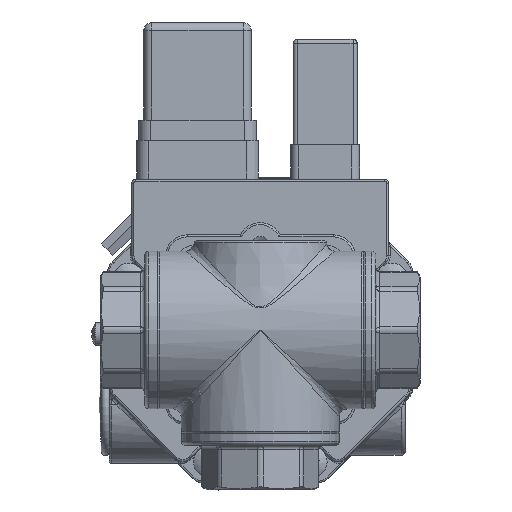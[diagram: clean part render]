
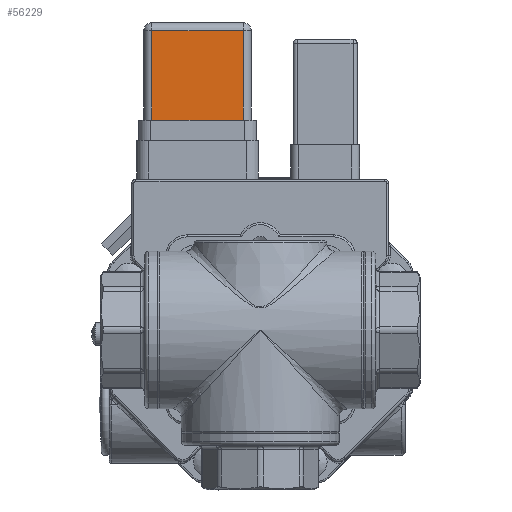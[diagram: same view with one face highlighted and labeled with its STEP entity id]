
A CAD part, front view. The second image highlights one B-rep face of the part: STEP entity #56229.
In plain terms, the highlighted face is planar.
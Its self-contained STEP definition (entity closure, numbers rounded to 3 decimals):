
#19118=ORIENTED_EDGE('',*,*,#26712,.T.);
#19119=ORIENTED_EDGE('',*,*,#26708,.T.);
#19120=ORIENTED_EDGE('',*,*,#26728,.T.);
#19121=ORIENTED_EDGE('',*,*,#26721,.T.);
#26708=EDGE_CURVE('',#31388,#31392,#34732,.T.);
#26712=EDGE_CURVE('',#31394,#31388,#34735,.T.);
#26721=EDGE_CURVE('',#31399,#31394,#34741,.T.);
#26728=EDGE_CURVE('',#31392,#31399,#34746,.T.);
#31388=VERTEX_POINT('',#126726);
#31392=VERTEX_POINT('',#126737);
#31394=VERTEX_POINT('',#126743);
#31399=VERTEX_POINT('',#126763);
#34732=LINE('',#126739,#37962);
#34735=LINE('',#126746,#37965);
#34741=LINE('',#126762,#37971);
#34746=LINE('',#126776,#37976);
#37962=VECTOR('',#74680,1000.);
#37965=VECTOR('',#74687,1000.);
#37971=VECTOR('',#74707,1000.);
#37976=VECTOR('',#74724,1000.);
#41357=EDGE_LOOP('',(#19118,#19119,#19120,#19121));
#44893=FACE_BOUND('',#41357,.T.);
#46097=PLANE('',#61465);
#56229=ADVANCED_FACE('',(#44893),#46097,.F.);
#61465=AXIS2_PLACEMENT_3D('',#126775,#74722,#74723);
#74680=DIRECTION('',(0.,0.,-1.));
#74687=DIRECTION('',(1.,0.,0.));
#74707=DIRECTION('',(0.,0.,1.));
#74722=DIRECTION('',(0.,-1.,0.));
#74723=DIRECTION('',(0.,0.,-1.));
#74724=DIRECTION('',(-1.,0.,0.));
#126726=CARTESIAN_POINT('',(11.25,13.25,36.6));
#126737=CARTESIAN_POINT('',(11.25,13.25,14.6));
#126739=CARTESIAN_POINT('',(11.25,13.25,38.6));
#126743=CARTESIAN_POINT('',(-11.25,13.25,36.6));
#126746=CARTESIAN_POINT('',(-13.25,13.25,36.6));
#126762=CARTESIAN_POINT('',(-11.25,13.25,38.6));
#126763=CARTESIAN_POINT('',(-11.25,13.25,14.6));
#126775=CARTESIAN_POINT('',(-13.25,13.25,38.6));
#126776=CARTESIAN_POINT('',(-13.25,13.25,14.6));
